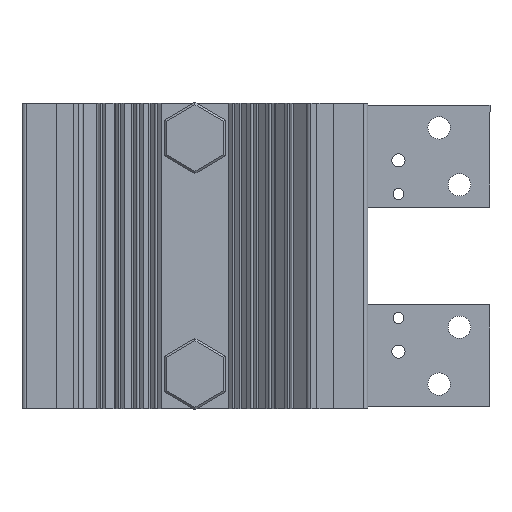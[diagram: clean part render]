
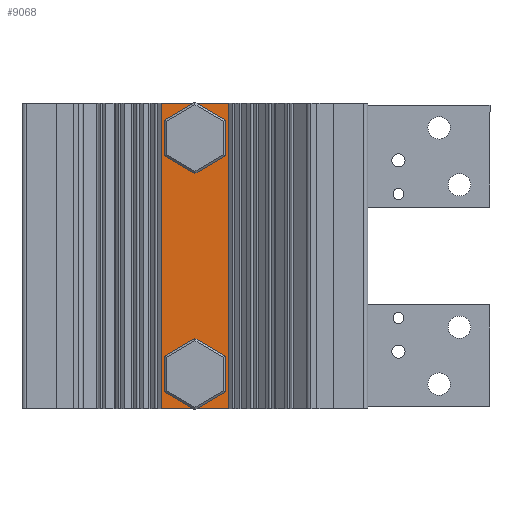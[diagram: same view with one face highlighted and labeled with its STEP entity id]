
A CAD part, front view. The second image highlights one B-rep face of the part: STEP entity #9068.
In plain terms, the highlighted planar face has unit normal (0, -1, 0).
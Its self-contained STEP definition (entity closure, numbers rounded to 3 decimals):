
#2100 = ORIENTED_EDGE ( 'NONE', *, *, #44445, .T. ) ;
#2145 = VERTEX_POINT ( 'NONE', #39518 ) ;
#3205 = FACE_OUTER_BOUND ( 'NONE', #20639, .T. ) ;
#4406 = DIRECTION ( 'NONE',  ( 1., 0., 0. ) ) ;
#4904 = VECTOR ( 'NONE', #51574, 1000. ) ;
#5352 = CARTESIAN_POINT ( 'NONE',  ( -16.537, -19.549, 75. ) ) ;
#6271 = DIRECTION ( 'NONE',  ( 0., 0., 1. ) ) ;
#6581 = CARTESIAN_POINT ( 'NONE',  ( -16.537, -19.549, 75. ) ) ;
#6982 = DIRECTION ( 'NONE',  ( 0., 1., 0. ) ) ;
#7242 = CARTESIAN_POINT ( 'NONE',  ( 16.537, -19.549, 75. ) ) ;
#7368 = VERTEX_POINT ( 'NONE', #34901 ) ;
#8440 = DIRECTION ( 'NONE',  ( 0., 0., 1. ) ) ;
#9068 = ADVANCED_FACE ( 'NONE', ( #24012, #48880, #3205 ), #53469, .F. ) ;
#9146 = EDGE_CURVE ( 'NONE', #11458, #2145, #51743, .T. ) ;
#10252 = DIRECTION ( 'NONE',  ( 0., 1., 0. ) ) ;
#11458 = VERTEX_POINT ( 'NONE', #54177 ) ;
#11617 = VECTOR ( 'NONE', #48882, 1000. ) ;
#12653 = DIRECTION ( 'NONE',  ( 0., 1., 0. ) ) ;
#12966 = ORIENTED_EDGE ( 'NONE', *, *, #45878, .T. ) ;
#13192 = CIRCLE ( 'NONE', #45256, 10.1 ) ;
#14910 = DIRECTION ( 'NONE',  ( 0., 0., 1. ) ) ;
#15220 = CIRCLE ( 'NONE', #35106, 10.1 ) ;
#15337 = DIRECTION ( 'NONE',  ( 0., 1., 0. ) ) ;
#15779 = EDGE_LOOP ( 'NONE', ( #19582, #2100 ) ) ;
#17083 = CARTESIAN_POINT ( 'NONE',  ( 16.537, -19.549, 75. ) ) ;
#17389 = ORIENTED_EDGE ( 'NONE', *, *, #32258, .F. ) ;
#19582 = ORIENTED_EDGE ( 'NONE', *, *, #45193, .T. ) ;
#20639 = EDGE_LOOP ( 'NONE', ( #54208, #54057, #17389, #12966 ) ) ;
#22239 = CARTESIAN_POINT ( 'NONE',  ( 0., -19.549, -58. ) ) ;
#24012 = FACE_BOUND ( 'NONE', #15779, .T. ) ;
#24131 = ORIENTED_EDGE ( 'NONE', *, *, #25514, .T. ) ;
#24307 = VECTOR ( 'NONE', #28625, 1000. ) ;
#25514 = EDGE_CURVE ( 'NONE', #27083, #55887, #39562, .T. ) ;
#25685 = LINE ( 'NONE', #5352, #4904 ) ;
#25818 = CARTESIAN_POINT ( 'NONE',  ( 10.1, -19.549, -58. ) ) ;
#26651 = LINE ( 'NONE', #17083, #11617 ) ;
#27083 = VERTEX_POINT ( 'NONE', #56717 ) ;
#28625 = DIRECTION ( 'NONE',  ( 1., 0., 0. ) ) ;
#31896 = VECTOR ( 'NONE', #4406, 1000. ) ;
#32258 = EDGE_CURVE ( 'NONE', #7368, #43080, #35006, .T. ) ;
#34213 = ORIENTED_EDGE ( 'NONE', *, *, #53802, .T. ) ;
#34901 = CARTESIAN_POINT ( 'NONE',  ( -16.537, -19.549, 75. ) ) ;
#35006 = LINE ( 'NONE', #6581, #24307 ) ;
#35106 = AXIS2_PLACEMENT_3D ( 'NONE', #22239, #12653, #35784 ) ;
#35784 = DIRECTION ( 'NONE',  ( 0., 0., 1. ) ) ;
#37486 = CARTESIAN_POINT ( 'NONE',  ( 0., -19.549, 58. ) ) ;
#38727 = CARTESIAN_POINT ( 'NONE',  ( -10.1, -19.549, -58. ) ) ;
#39518 = CARTESIAN_POINT ( 'NONE',  ( 16.537, -19.549, -75. ) ) ;
#39562 = CIRCLE ( 'NONE', #57784, 10.1 ) ;
#41970 = CARTESIAN_POINT ( 'NONE',  ( 0., -19.549, 58. ) ) ;
#43080 = VERTEX_POINT ( 'NONE', #7242 ) ;
#43086 = EDGE_CURVE ( 'NONE', #43080, #2145, #26651, .T. ) ;
#44344 = EDGE_LOOP ( 'NONE', ( #24131, #34213 ) ) ;
#44445 = EDGE_CURVE ( 'NONE', #52866, #54457, #45895, .T. ) ;
#45193 = EDGE_CURVE ( 'NONE', #54457, #52866, #15220, .T. ) ;
#45256 = AXIS2_PLACEMENT_3D ( 'NONE', #41970, #10252, #14910 ) ;
#45878 = EDGE_CURVE ( 'NONE', #7368, #11458, #25685, .T. ) ;
#45895 = CIRCLE ( 'NONE', #49108, 10.1 ) ;
#47168 = AXIS2_PLACEMENT_3D ( 'NONE', #59135, #54656, #8440 ) ;
#48880 = FACE_BOUND ( 'NONE', #44344, .T. ) ;
#48882 = DIRECTION ( 'NONE',  ( 0., 0., -1. ) ) ;
#49108 = AXIS2_PLACEMENT_3D ( 'NONE', #56799, #15337, #6271 ) ;
#49885 = CARTESIAN_POINT ( 'NONE',  ( -16.537, -19.549, -75. ) ) ;
#51574 = DIRECTION ( 'NONE',  ( 0., 0., -1. ) ) ;
#51743 = LINE ( 'NONE', #49885, #31896 ) ;
#52866 = VERTEX_POINT ( 'NONE', #38727 ) ;
#53469 = PLANE ( 'NONE',  #47168 ) ;
#53802 = EDGE_CURVE ( 'NONE', #55887, #27083, #13192, .T. ) ;
#54057 = ORIENTED_EDGE ( 'NONE', *, *, #43086, .F. ) ;
#54177 = CARTESIAN_POINT ( 'NONE',  ( -16.537, -19.549, -75. ) ) ;
#54208 = ORIENTED_EDGE ( 'NONE', *, *, #9146, .T. ) ;
#54457 = VERTEX_POINT ( 'NONE', #25818 ) ;
#54656 = DIRECTION ( 'NONE',  ( 0., 1., 0. ) ) ;
#55887 = VERTEX_POINT ( 'NONE', #57341 ) ;
#56717 = CARTESIAN_POINT ( 'NONE',  ( 10.1, -19.549, 58. ) ) ;
#56799 = CARTESIAN_POINT ( 'NONE',  ( 0., -19.549, -58. ) ) ;
#56912 = DIRECTION ( 'NONE',  ( 0., 0., 1. ) ) ;
#57341 = CARTESIAN_POINT ( 'NONE',  ( -10.1, -19.549, 58. ) ) ;
#57784 = AXIS2_PLACEMENT_3D ( 'NONE', #37486, #6982, #56912 ) ;
#59135 = CARTESIAN_POINT ( 'NONE',  ( -16.537, -19.549, 75. ) ) ;
